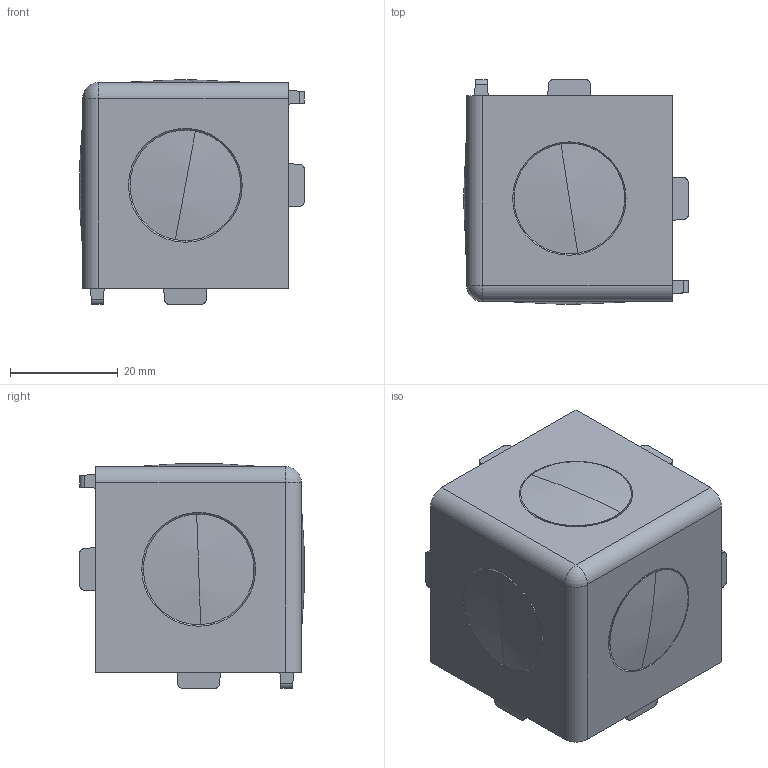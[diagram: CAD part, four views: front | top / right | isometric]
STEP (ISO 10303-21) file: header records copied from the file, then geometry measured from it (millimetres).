
FILE_DESCRIPTION (( 'STEP AP203' ), '1' );
FILE_NAME ('166303.step', '2023-10-19T16:48:44', ( '' ), ( '' ), 'SwSTEP 2.0', 'SolidWorks 2023', '' );
FILE_SCHEMA (( 'CONFIG_CONTROL_DESIGN' ));
Length unit declared in the file: millimetre
Products named in the file (1): 166303
Bounding box: 41.64 x 41.62 x 41.63 mm (x, y, z)
Volume: 35149.4 mm3; surface area: 17157 mm2
Topology: 4 solids, 4 shells, 316 faces, 785 edges, 473 vertices
Faces by surface type: cylinder 111, plane 103, sphere 37, torus 35, cone 30
Entity records: 10937 total; most frequent: CARTESIAN_POINT 3444, DIRECTION 1612, ORIENTED_EDGE 1540, EDGE_CURVE 770, AXIS2_PLACEMENT_3D 629, VERTEX_POINT 473, LINE 354, VECTOR 354
